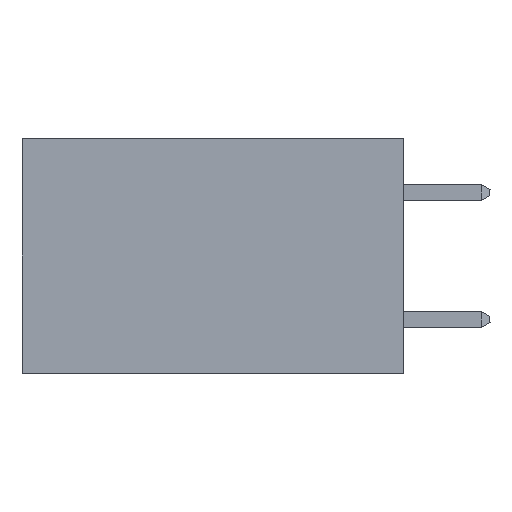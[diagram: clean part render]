
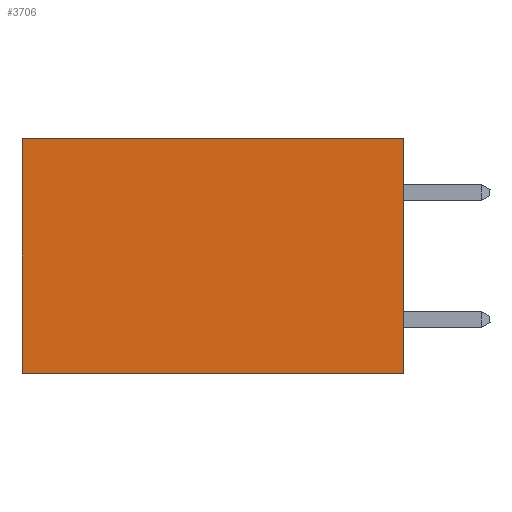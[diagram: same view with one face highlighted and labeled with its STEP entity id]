
A CAD part, left-side view. The second image highlights one B-rep face of the part: STEP entity #3706.
In plain terms, the highlighted planar face has unit normal (-1, 0, 0).
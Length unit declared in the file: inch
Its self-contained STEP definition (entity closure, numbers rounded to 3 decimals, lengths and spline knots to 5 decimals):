
#243 = CARTESIAN_POINT ( 'NONE',  ( 0.2875, 0., -0.37 ) ) ;
#386 = ORIENTED_EDGE ( 'NONE', *, *, #1901, .F. ) ;
#581 = ORIENTED_EDGE ( 'NONE', *, *, #1252, .F. ) ;
#882 = VERTEX_POINT ( 'NONE', #4715 ) ;
#1106 = VECTOR ( 'NONE', #4750, 39.37008 ) ;
#1252 = EDGE_CURVE ( 'NONE', #882, #8145, #4174, .T. ) ;
#1393 = PLANE ( 'NONE',  #5696 ) ;
#1901 = EDGE_CURVE ( 'NONE', #8145, #7276, #3188, .T. ) ;
#2224 = EDGE_LOOP ( 'NONE', ( #2885, #386, #581, #3042 ) ) ;
#2312 = VECTOR ( 'NONE', #8396, 39.37008 ) ;
#2885 = ORIENTED_EDGE ( 'NONE', *, *, #4138, .T. ) ;
#3042 = ORIENTED_EDGE ( 'NONE', *, *, #3549, .T. ) ;
#3188 = LINE ( 'NONE', #243, #1106 ) ;
#3549 = EDGE_CURVE ( 'NONE', #882, #5707, #3765, .T. ) ;
#3706 = ADVANCED_FACE ( 'NONE', ( #4131 ), #1393, .F. ) ;
#3765 = LINE ( 'NONE', #4202, #6295 ) ;
#3859 = DIRECTION ( 'NONE',  ( 0., 0., -1. ) ) ;
#4131 = FACE_OUTER_BOUND ( 'NONE', #2224, .T. ) ;
#4138 = EDGE_CURVE ( 'NONE', #5707, #7276, #7987, .T. ) ;
#4174 = LINE ( 'NONE', #8356, #2312 ) ;
#4202 = CARTESIAN_POINT ( 'NONE',  ( 0.2875, 0., 0. ) ) ;
#4267 = DIRECTION ( 'NONE',  ( 0., 1., 0. ) ) ;
#4278 = CARTESIAN_POINT ( 'NONE',  ( 0.2875, 0., 0. ) ) ;
#4285 = DIRECTION ( 'NONE',  ( 1., 0., 0. ) ) ;
#4349 = VECTOR ( 'NONE', #7997, 39.37008 ) ;
#4569 = CARTESIAN_POINT ( 'NONE',  ( 0.2875, 0.6, -0.37 ) ) ;
#4715 = CARTESIAN_POINT ( 'NONE',  ( 0.2875, 0., 0. ) ) ;
#4750 = DIRECTION ( 'NONE',  ( 0., 1., 0. ) ) ;
#4865 = CARTESIAN_POINT ( 'NONE',  ( 0.2875, 0., -0.37 ) ) ;
#5696 = AXIS2_PLACEMENT_3D ( 'NONE', #4278, #4285, #3859 ) ;
#5707 = VERTEX_POINT ( 'NONE', #6239 ) ;
#6239 = CARTESIAN_POINT ( 'NONE',  ( 0.2875, 0.6, 0. ) ) ;
#6295 = VECTOR ( 'NONE', #4267, 39.37008 ) ;
#6763 = CARTESIAN_POINT ( 'NONE',  ( 0.2875, 0.6, 0. ) ) ;
#7276 = VERTEX_POINT ( 'NONE', #4569 ) ;
#7987 = LINE ( 'NONE', #6763, #4349 ) ;
#7997 = DIRECTION ( 'NONE',  ( 0., 0., -1. ) ) ;
#8145 = VERTEX_POINT ( 'NONE', #4865 ) ;
#8356 = CARTESIAN_POINT ( 'NONE',  ( 0.2875, 0., 0. ) ) ;
#8396 = DIRECTION ( 'NONE',  ( 0., 0., -1. ) ) ;
